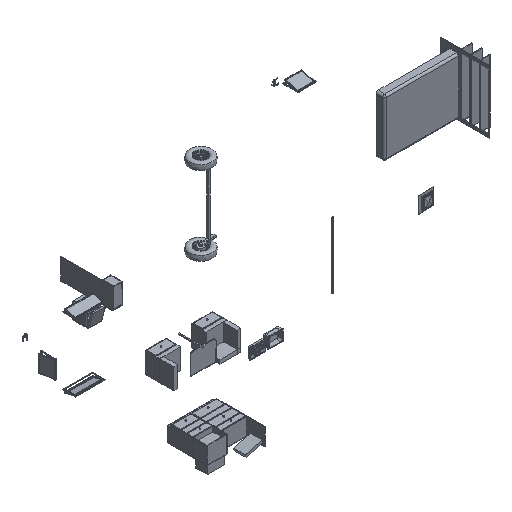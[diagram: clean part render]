
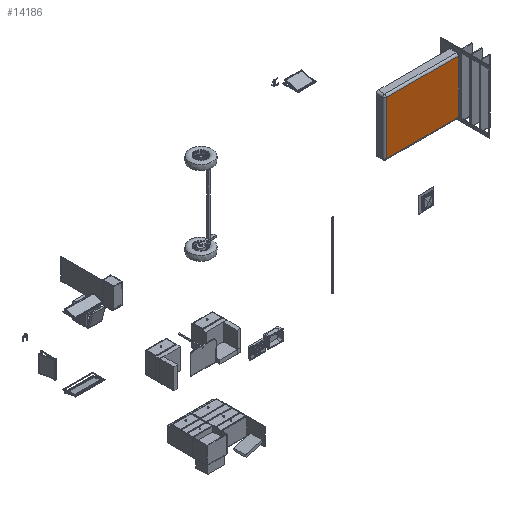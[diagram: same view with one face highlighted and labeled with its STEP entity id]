
A CAD part, isometric view. The second image highlights one B-rep face of the part: STEP entity #14186.
In plain terms, the highlighted face is planar.
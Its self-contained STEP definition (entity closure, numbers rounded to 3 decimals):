
#14186=ADVANCED_FACE('',(#18001),#16291,.F.);
#16291=PLANE('',#52921);
#18001=FACE_OUTER_BOUND('',#20307,.T.);
#20307=EDGE_LOOP('',(#24863,#24864,#24865,#24866));
#24863=ORIENTED_EDGE('',*,*,#38078,.T.);
#24864=ORIENTED_EDGE('',*,*,#38079,.T.);
#24865=ORIENTED_EDGE('',*,*,#38080,.T.);
#24866=ORIENTED_EDGE('',*,*,#38081,.T.);
#34110=VERTEX_POINT('',#69869);
#34111=VERTEX_POINT('',#69870);
#34112=VERTEX_POINT('',#69872);
#34113=VERTEX_POINT('',#69874);
#38078=EDGE_CURVE('',#34110,#34111,#43017,.T.);
#38079=EDGE_CURVE('',#34111,#34112,#43018,.T.);
#38080=EDGE_CURVE('',#34112,#34113,#43019,.T.);
#38081=EDGE_CURVE('',#34113,#34110,#43020,.T.);
#43017=LINE('',#69868,#46961);
#43018=LINE('',#69871,#46962);
#43019=LINE('',#69873,#46963);
#43020=LINE('',#69875,#46964);
#46961=VECTOR('',#57917,1.);
#46962=VECTOR('',#57918,1.);
#46963=VECTOR('',#57919,1.);
#46964=VECTOR('',#57920,1.);
#52921=AXIS2_PLACEMENT_3D('',#69876,#57921,#57922);
#57917=DIRECTION('',(1.,0.,0.));
#57918=DIRECTION('',(0.,1.,0.));
#57919=DIRECTION('',(-1.,0.,0.));
#57920=DIRECTION('',(0.,-1.,0.));
#57921=DIRECTION('',(0.,0.,-1.));
#57922=DIRECTION('',(-1.,0.,0.));
#69868=CARTESIAN_POINT('',(235.615,-28.,23.));
#69869=CARTESIAN_POINT('',(237.615,-28.,23.));
#69870=CARTESIAN_POINT('',(313.615,-28.,23.));
#69871=CARTESIAN_POINT('',(313.615,30.,23.));
#69872=CARTESIAN_POINT('',(313.615,28.,23.));
#69873=CARTESIAN_POINT('',(235.615,28.,23.));
#69874=CARTESIAN_POINT('',(237.615,28.,23.));
#69875=CARTESIAN_POINT('',(237.615,30.,23.));
#69876=CARTESIAN_POINT('',(235.615,30.,23.));
